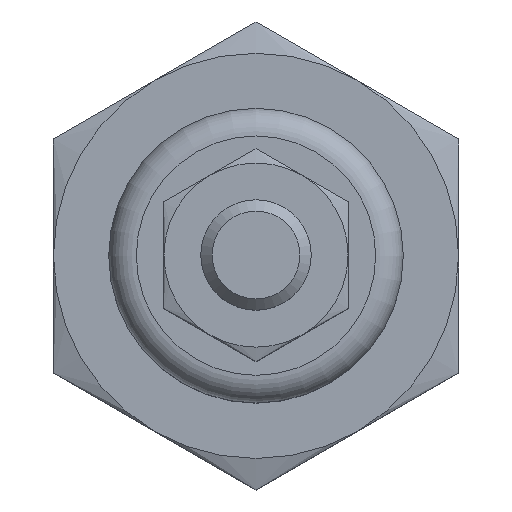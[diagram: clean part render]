
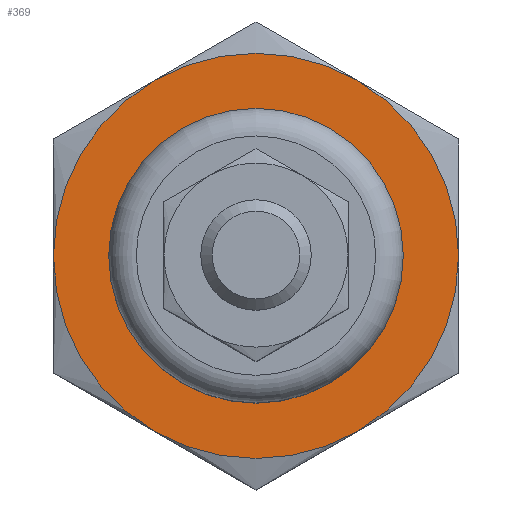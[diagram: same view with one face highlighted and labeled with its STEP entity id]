
A CAD part, top view. The second image highlights one B-rep face of the part: STEP entity #369.
In plain terms, the highlighted face is planar.
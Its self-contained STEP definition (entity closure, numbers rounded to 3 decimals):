
#369 = ADVANCED_FACE( '', ( #656, #657 ), #658, .F. );
#656 = FACE_OUTER_BOUND( '', #960, .T. );
#657 = FACE_BOUND( '', #961, .T. );
#658 = PLANE( '', #962 );
#960 = EDGE_LOOP( '', ( #1788, #1789, #1790, #1791, #1792, #1793 ) );
#961 = EDGE_LOOP( '', ( #1794 ) );
#962 = AXIS2_PLACEMENT_3D( '', #1795, #1796, #1797 );
#1788 = ORIENTED_EDGE( '', *, *, #2111, .F. );
#1789 = ORIENTED_EDGE( '', *, *, #2112, .F. );
#1790 = ORIENTED_EDGE( '', *, *, #2110, .F. );
#1791 = ORIENTED_EDGE( '', *, *, #2108, .F. );
#1792 = ORIENTED_EDGE( '', *, *, #2109, .F. );
#1793 = ORIENTED_EDGE( '', *, *, #2113, .F. );
#1794 = ORIENTED_EDGE( '', *, *, #2114, .T. );
#1795 = CARTESIAN_POINT( '', ( -3., 0., 0. ) );
#1796 = DIRECTION( '', ( 1., 0., 0. ) );
#1797 = DIRECTION( '', ( 0., 0., -1. ) );
#2108 = EDGE_CURVE( '', #2483, #2520, #2524, .T. );
#2109 = EDGE_CURVE( '', #2492, #2483, #2525, .T. );
#2110 = EDGE_CURVE( '', #2520, #2516, #2526, .T. );
#2111 = EDGE_CURVE( '', #2510, #2527, #2528, .T. );
#2112 = EDGE_CURVE( '', #2516, #2510, #2529, .T. );
#2113 = EDGE_CURVE( '', #2527, #2492, #2530, .T. );
#2114 = EDGE_CURVE( '', #2531, #2531, #2532, .T. );
#2483 = VERTEX_POINT( '', #3223 );
#2492 = VERTEX_POINT( '', #3253 );
#2510 = VERTEX_POINT( '', #3303 );
#2516 = VERTEX_POINT( '', #3325 );
#2520 = VERTEX_POINT( '', #3344 );
#2524 = CIRCLE( '', #3358, 11. );
#2525 = CIRCLE( '', #3359, 11. );
#2526 = CIRCLE( '', #3360, 11. );
#2527 = VERTEX_POINT( '', #3361 );
#2528 = CIRCLE( '', #3362, 11. );
#2529 = CIRCLE( '', #3363, 11. );
#2530 = CIRCLE( '', #3364, 11. );
#2531 = VERTEX_POINT( '', #3365 );
#2532 = CIRCLE( '', #3366, 8. );
#3223 = CARTESIAN_POINT( '', ( -3., 0., 11. ) );
#3253 = CARTESIAN_POINT( '', ( -3., 9.526, 5.5 ) );
#3303 = CARTESIAN_POINT( '', ( -3., 0., -11. ) );
#3325 = CARTESIAN_POINT( '', ( -3., -9.526, -5.5 ) );
#3344 = CARTESIAN_POINT( '', ( -3., -9.526, 5.5 ) );
#3358 = AXIS2_PLACEMENT_3D( '', #3752, #3753, #3754 );
#3359 = AXIS2_PLACEMENT_3D( '', #3755, #3756, #3757 );
#3360 = AXIS2_PLACEMENT_3D( '', #3758, #3759, #3760 );
#3361 = CARTESIAN_POINT( '', ( -3., 9.526, -5.5 ) );
#3362 = AXIS2_PLACEMENT_3D( '', #3761, #3762, #3763 );
#3363 = AXIS2_PLACEMENT_3D( '', #3764, #3765, #3766 );
#3364 = AXIS2_PLACEMENT_3D( '', #3767, #3768, #3769 );
#3365 = CARTESIAN_POINT( '', ( -3., 0., -8. ) );
#3366 = AXIS2_PLACEMENT_3D( '', #3770, #3771, #3772 );
#3752 = CARTESIAN_POINT( '', ( -3., 0., 0. ) );
#3753 = DIRECTION( '', ( 1., 0., 0. ) );
#3754 = DIRECTION( '', ( 0., 0., -1. ) );
#3755 = CARTESIAN_POINT( '', ( -3., 0., 0. ) );
#3756 = DIRECTION( '', ( 1., 0., 0. ) );
#3757 = DIRECTION( '', ( 0., 0., -1. ) );
#3758 = CARTESIAN_POINT( '', ( -3., 0., 0. ) );
#3759 = DIRECTION( '', ( 1., 0., 0. ) );
#3760 = DIRECTION( '', ( 0., 0., -1. ) );
#3761 = CARTESIAN_POINT( '', ( -3., 0., 0. ) );
#3762 = DIRECTION( '', ( 1., 0., 0. ) );
#3763 = DIRECTION( '', ( 0., 0., -1. ) );
#3764 = CARTESIAN_POINT( '', ( -3., 0., 0. ) );
#3765 = DIRECTION( '', ( 1., 0., 0. ) );
#3766 = DIRECTION( '', ( 0., 0., -1. ) );
#3767 = CARTESIAN_POINT( '', ( -3., 0., 0. ) );
#3768 = DIRECTION( '', ( 1., 0., 0. ) );
#3769 = DIRECTION( '', ( 0., 0., -1. ) );
#3770 = CARTESIAN_POINT( '', ( -3., 0., 0. ) );
#3771 = DIRECTION( '', ( 1., 0., 0. ) );
#3772 = DIRECTION( '', ( 0., 0., -1. ) );
